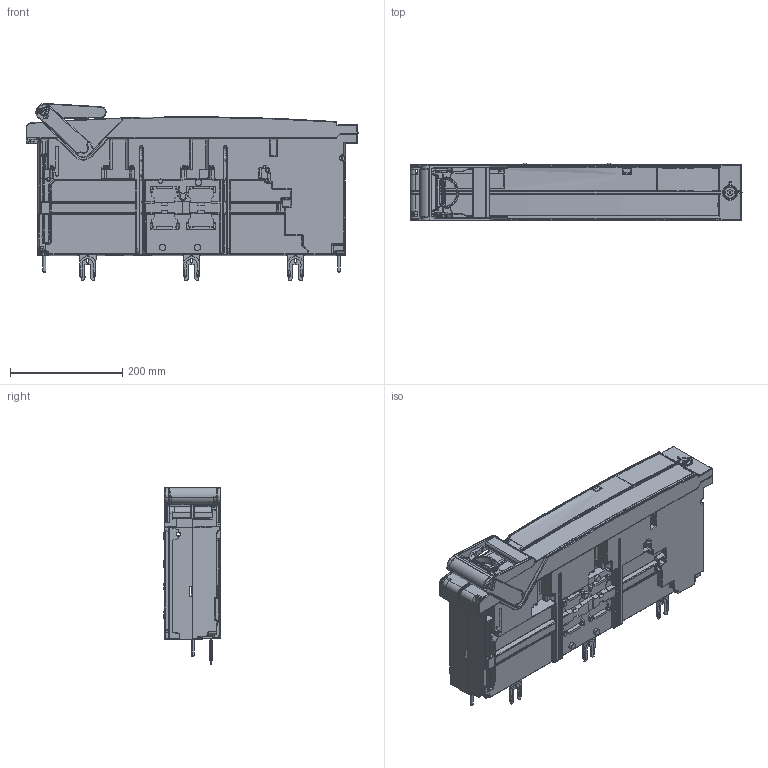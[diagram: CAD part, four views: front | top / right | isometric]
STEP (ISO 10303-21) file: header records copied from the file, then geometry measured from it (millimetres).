
FILE_DESCRIPTION((''),'2;1');
FILE_NAME('XRG1-185-10-3P','2023-01-12T14:09:29',('sarey'),(''),'CREO PARAMETRIC BY PTC INC, 2017260','CREO PARAMETRIC BY PTC INC, 2017260','');
FILE_SCHEMA(('AUTOMOTIVE_DESIGN { 1 0 10303 214 1 1 1 1 }'));
Length unit declared in the file: inch
Products named in the file (1): XRG1-185-10-3P
Bounding box: 591.45 x 102.49 x 315.21 mm (x, y, z)
Volume: 43058.8 mm3; surface area: 704975.4 mm2
Topology: 1 solids, 82 shells, 4388 faces, 13248 edges, 8711 vertices
Faces by surface type: plane 1664, cylinder 1617, bspline 431, torus 338, cone 174, sphere 141, extrusion 19, revolution 4
Entity records: 224460 total; most frequent: CARTESIAN_POINT 84364, ORIENTED_EDGE 23679, DIRECTION 21632, EDGE_CURVE 13096, VERTEX_POINT 8711, AXIS2_PLACEMENT_3D 7362, VECTOR 6904, LINE 6885
